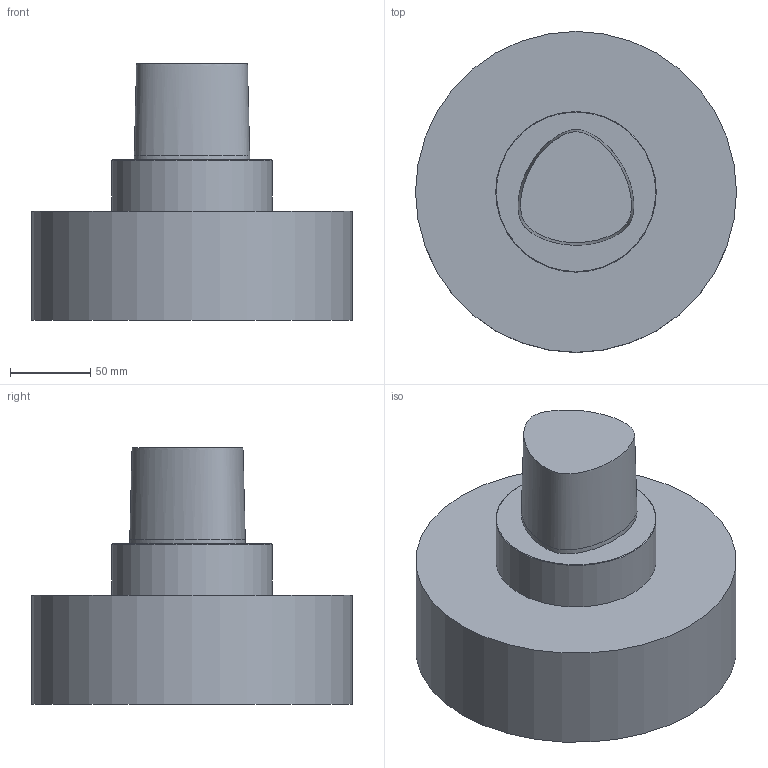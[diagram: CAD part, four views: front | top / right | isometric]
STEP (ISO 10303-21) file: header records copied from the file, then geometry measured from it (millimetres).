
FILE_DESCRIPTION(/* description */ (''),/* implementation_level */ '2;1');
FILE_NAME(/* name */ '204675081ndi000_00.stp',/* time_stamp */ '2023-05-10T13:04:41+02:00',/* author */ (''),/* organization */ (''),/* preprocessor_version */ 'ST-DEVELOPER v16.7',/* originating_system */ 'SIEMENS PLM Software NX 12.0',/* authorisation */ '');
FILE_SCHEMA (('AUTOMOTIVE_DESIGN { 1 0 10303 214 3 1 1 1 }'));
Length unit declared in the file: millimetre
Products named in the file (1): kl623C204D77ffmk
Bounding box: 200 x 200 x 160 mm (x, y, z)
Volume: 2617146.5 mm3; surface area: 128542.1 mm2
Topology: 1 solids, 1 shells, 9 faces, 16 edges, 11 vertices
Faces by surface type: plane 4, cylinder 2, bspline 2, cone 1
Full cylindrical faces by diameter (mm): 100 x1, 200 x1
Entity records: 3820 total; most frequent: CARTESIAN_POINT 3604, DIRECTION 34, ORIENTED_EDGE 24, EDGE_LOOP 16, AXIS2_PLACEMENT_3D 16, FACE_BOUND 13, VERTEX_POINT 12, EDGE_CURVE 12
